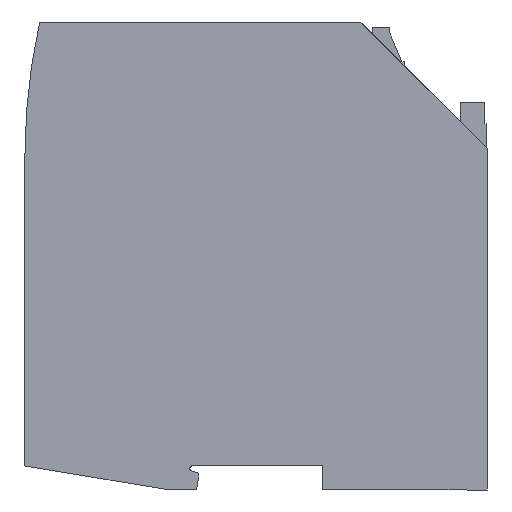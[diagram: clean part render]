
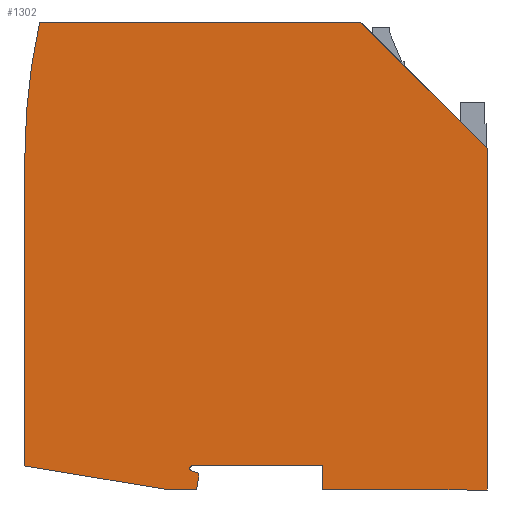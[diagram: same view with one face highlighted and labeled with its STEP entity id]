
A CAD part, left-side view. The second image highlights one B-rep face of the part: STEP entity #1302.
In plain terms, the highlighted planar face has unit normal (-1, 0, 0).
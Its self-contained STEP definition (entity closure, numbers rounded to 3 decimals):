
#1302 = ADVANCED_FACE( '', ( #3522 ), #3523, .F. );
#3522 = FACE_OUTER_BOUND( '', #6835, .T. );
#3523 = PLANE( '', #6836 );
#6835 = EDGE_LOOP( '', ( #11241, #11242, #11243, #11244, #11245, #11246, #11247, #11248, #11249, #11250, #11251, #11252, #11253, #11254 ) );
#6836 = AXIS2_PLACEMENT_3D( '', #11255, #11256, #11257 );
#11241 = ORIENTED_EDGE( '', *, *, #23601, .T. );
#11242 = ORIENTED_EDGE( '', *, *, #23602, .T. );
#11243 = ORIENTED_EDGE( '', *, *, #23603, .T. );
#11244 = ORIENTED_EDGE( '', *, *, #23604, .T. );
#11245 = ORIENTED_EDGE( '', *, *, #23605, .T. );
#11246 = ORIENTED_EDGE( '', *, *, #23606, .T. );
#11247 = ORIENTED_EDGE( '', *, *, #23607, .T. );
#11248 = ORIENTED_EDGE( '', *, *, #23608, .T. );
#11249 = ORIENTED_EDGE( '', *, *, #23609, .T. );
#11250 = ORIENTED_EDGE( '', *, *, #23610, .T. );
#11251 = ORIENTED_EDGE( '', *, *, #23611, .T. );
#11252 = ORIENTED_EDGE( '', *, *, #23612, .T. );
#11253 = ORIENTED_EDGE( '', *, *, #23613, .T. );
#11254 = ORIENTED_EDGE( '', *, *, #23614, .T. );
#11255 = CARTESIAN_POINT( '', ( -70., 60.656, 17.276 ) );
#11256 = DIRECTION( '', ( 1., 0., 0. ) );
#11257 = DIRECTION( '', ( 0., 0., 1. ) );
#23601 = EDGE_CURVE( '', #27803, #27804, #27805, .T. );
#23602 = EDGE_CURVE( '', #27804, #27806, #27807, .T. );
#23603 = EDGE_CURVE( '', #27806, #27808, #27809, .T. );
#23604 = EDGE_CURVE( '', #27808, #27810, #27811, .T. );
#23605 = EDGE_CURVE( '', #27810, #27812, #27813, .T. );
#23606 = EDGE_CURVE( '', #27812, #27814, #27815, .T. );
#23607 = EDGE_CURVE( '', #27814, #27816, #27817, .T. );
#23608 = EDGE_CURVE( '', #27816, #27818, #27819, .T. );
#23609 = EDGE_CURVE( '', #27818, #27820, #27821, .T. );
#23610 = EDGE_CURVE( '', #27820, #27822, #27823, .T. );
#23611 = EDGE_CURVE( '', #27822, #27824, #27825, .T. );
#23612 = EDGE_CURVE( '', #27824, #27826, #27827, .T. );
#23613 = EDGE_CURVE( '', #27826, #27828, #27829, .T. );
#23614 = EDGE_CURVE( '', #27828, #27803, #27830, .T. );
#27803 = VERTEX_POINT( '', #34703 );
#27804 = VERTEX_POINT( '', #34704 );
#27805 = LINE( '', #34705, #34706 );
#27806 = VERTEX_POINT( '', #34707 );
#27807 = LINE( '', #34708, #34709 );
#27808 = VERTEX_POINT( '', #34710 );
#27809 = LINE( '', #34711, #34712 );
#27810 = VERTEX_POINT( '', #34713 );
#27811 = LINE( '', #34714, #34715 );
#27812 = VERTEX_POINT( '', #34716 );
#27813 = LINE( '', #34717, #34718 );
#27814 = VERTEX_POINT( '', #34719 );
#27815 = LINE( '', #34720, #34721 );
#27816 = VERTEX_POINT( '', #34722 );
#27817 = CIRCLE( '', #34723, 0.656 );
#27818 = VERTEX_POINT( '', #34724 );
#27819 = LINE( '', #34725, #34726 );
#27820 = VERTEX_POINT( '', #34727 );
#27821 = LINE( '', #34728, #34729 );
#27822 = VERTEX_POINT( '', #34730 );
#27823 = LINE( '', #34731, #34732 );
#27824 = VERTEX_POINT( '', #34733 );
#27825 = LINE( '', #34734, #34735 );
#27826 = VERTEX_POINT( '', #34736 );
#27827 = LINE( '', #34737, #34738 );
#27828 = VERTEX_POINT( '', #34739 );
#27829 = LINE( '', #34740, #34741 );
#27830 = CIRCLE( '', #34742, 168. );
#34703 = CARTESIAN_POINT( '', ( -70., -23.558, 62.5 ) );
#34704 = CARTESIAN_POINT( '', ( -70., 60., 62.5 ) );
#34705 = CARTESIAN_POINT( '', ( -70., 60., 62.5 ) );
#34706 = VECTOR( '', #47993, 1000. );
#34707 = CARTESIAN_POINT( '', ( -70., 66.5, 23.5 ) );
#34708 = CARTESIAN_POINT( '', ( -70., 60., 62.5 ) );
#34709 = VECTOR( '', #47994, 1000. );
#34710 = CARTESIAN_POINT( '', ( -70., 66.5, 16.083 ) );
#34711 = CARTESIAN_POINT( '', ( -70., 66.5, 23.5 ) );
#34712 = VECTOR( '', #47995, 1000. );
#34713 = CARTESIAN_POINT( '', ( -70., 63., 15.5 ) );
#34714 = CARTESIAN_POINT( '', ( -70., 63., 15.5 ) );
#34715 = VECTOR( '', #47996, 1000. );
#34716 = CARTESIAN_POINT( '', ( -70., 62., 15.5 ) );
#34717 = CARTESIAN_POINT( '', ( -70., 63., 15.5 ) );
#34718 = VECTOR( '', #47997, 1000. );
#34719 = CARTESIAN_POINT( '', ( -70., 61.272, 17.5 ) );
#34720 = CARTESIAN_POINT( '', ( -70., 62., 15.5 ) );
#34721 = VECTOR( '', #47998, 1000. );
#34722 = CARTESIAN_POINT( '', ( -70., 60., 17.276 ) );
#34723 = AXIS2_PLACEMENT_3D( '', #47999, #48000, #48001 );
#34724 = CARTESIAN_POINT( '', ( -70., 60., -18. ) );
#34725 = CARTESIAN_POINT( '', ( -70., 60., 17.276 ) );
#34726 = VECTOR( '', #48002, 1000. );
#34727 = CARTESIAN_POINT( '', ( -70., 66.5, -18. ) );
#34728 = CARTESIAN_POINT( '', ( -70., 60., -18. ) );
#34729 = VECTOR( '', #48003, 1000. );
#34730 = CARTESIAN_POINT( '', ( -70., 66.5, -62.5 ) );
#34731 = CARTESIAN_POINT( '', ( -70., 66.5, -18. ) );
#34732 = VECTOR( '', #48004, 1000. );
#34733 = CARTESIAN_POINT( '', ( -70., -25.85, -62.5 ) );
#34734 = CARTESIAN_POINT( '', ( -70., 66.5, -62.5 ) );
#34735 = VECTOR( '', #48005, 1000. );
#34736 = CARTESIAN_POINT( '', ( -70., -60., -28.35 ) );
#34737 = CARTESIAN_POINT( '', ( -70., -25.85, -62.5 ) );
#34738 = VECTOR( '', #48006, 1000. );
#34739 = CARTESIAN_POINT( '', ( -70., -60., 58.5 ) );
#34740 = CARTESIAN_POINT( '', ( -70., -60., -28.35 ) );
#34741 = VECTOR( '', #48007, 1000. );
#34742 = AXIS2_PLACEMENT_3D( '', #48008, #48009, #48010 );
#47993 = DIRECTION( '', ( 0., 1., 0. ) );
#47994 = DIRECTION( '', ( 0., 0.164, -0.986 ) );
#47995 = DIRECTION( '', ( 0., 0., -1. ) );
#47996 = DIRECTION( '', ( 0., -0.986, -0.164 ) );
#47997 = DIRECTION( '', ( 0., -1., 0. ) );
#47998 = DIRECTION( '', ( 0., -0.342, 0.94 ) );
#47999 = CARTESIAN_POINT( '', ( -70., 60.656, 17.276 ) );
#48000 = DIRECTION( '', ( 1., 0., 0. ) );
#48001 = DIRECTION( '', ( 0., 1., 0. ) );
#48002 = DIRECTION( '', ( 0., 0., -1. ) );
#48003 = DIRECTION( '', ( 0., 1., 0. ) );
#48004 = DIRECTION( '', ( 0., 0., -1. ) );
#48005 = DIRECTION( '', ( 0., -1., 0. ) );
#48006 = DIRECTION( '', ( 0., -0.707, 0.707 ) );
#48007 = DIRECTION( '', ( 0., 0., 1. ) );
#48008 = CARTESIAN_POINT( '', ( -70., -23.558, -105.5 ) );
#48009 = DIRECTION( '', ( -1., 0., 0. ) );
#48010 = DIRECTION( '', ( 0., 1., 0. ) );
